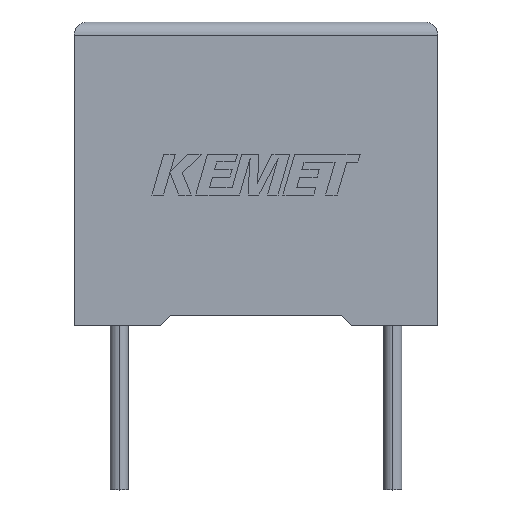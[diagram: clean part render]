
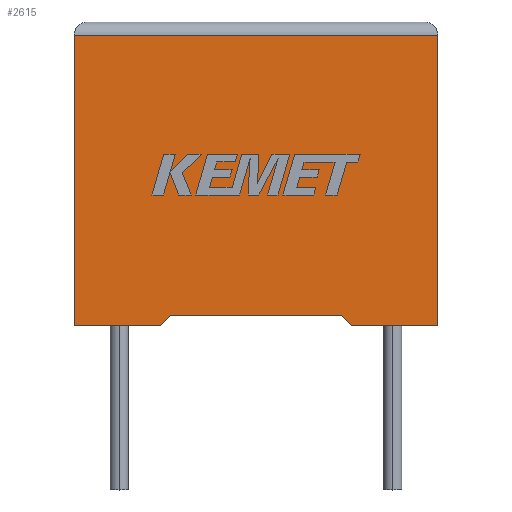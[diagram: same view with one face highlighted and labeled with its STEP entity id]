
A CAD part, top view. The second image highlights one B-rep face of the part: STEP entity #2615.
In plain terms, the highlighted planar face has unit normal (0, 0, 1).
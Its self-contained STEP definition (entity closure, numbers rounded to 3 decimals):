
#14 = EDGE_CURVE ( 'NONE', #659, #384, #2376, .T. ) ;
#34 = LINE ( 'NONE', #2111, #1266 ) ;
#83 = CARTESIAN_POINT ( 'NONE',  ( 0., 10.6, 5.2 ) ) ;
#120 = VECTOR ( 'NONE', #2882, 1000. ) ;
#123 = CARTESIAN_POINT ( 'NONE',  ( 13.3, 0., 5.2 ) ) ;
#205 = ORIENTED_EDGE ( 'NONE', *, *, #663, .T. ) ;
#221 = DIRECTION ( 'NONE',  ( 0.694, -0.72, 0. ) ) ;
#230 = VERTEX_POINT ( 'NONE', #2436 ) ;
#231 = VERTEX_POINT ( 'NONE', #1998 ) ;
#271 = ORIENTED_EDGE ( 'NONE', *, *, #2521, .T. ) ;
#275 = VERTEX_POINT ( 'NONE', #1244 ) ;
#295 = LINE ( 'NONE', #2412, #1411 ) ;
#384 = VERTEX_POINT ( 'NONE', #1767 ) ;
#401 = DIRECTION ( 'NONE',  ( 0., 1., 0. ) ) ;
#423 = EDGE_CURVE ( 'NONE', #2276, #230, #687, .T. ) ;
#431 = CARTESIAN_POINT ( 'NONE',  ( 9.781, 0.383, 5.2 ) ) ;
#446 = LINE ( 'NONE', #2819, #1567 ) ;
#583 = ORIENTED_EDGE ( 'NONE', *, *, #1002, .F. ) ;
#596 = EDGE_CURVE ( 'NONE', #652, #231, #295, .T. ) ;
#652 = VERTEX_POINT ( 'NONE', #2696 ) ;
#656 = ORIENTED_EDGE ( 'NONE', *, *, #2191, .T. ) ;
#659 = VERTEX_POINT ( 'NONE', #2449 ) ;
#663 = EDGE_CURVE ( 'NONE', #384, #275, #2177, .T. ) ;
#687 = LINE ( 'NONE', #2576, #1666 ) ;
#701 = ORIENTED_EDGE ( 'NONE', *, *, #423, .T. ) ;
#798 = DIRECTION ( 'NONE',  ( -0.694, -0.72, 0. ) ) ;
#957 = DIRECTION ( 'NONE',  ( 1., 0., 0. ) ) ;
#1002 = EDGE_CURVE ( 'NONE', #1809, #652, #2243, .T. ) ;
#1086 = ORIENTED_EDGE ( 'NONE', *, *, #14, .T. ) ;
#1194 = DIRECTION ( 'NONE',  ( 1., 0., 0. ) ) ;
#1244 = CARTESIAN_POINT ( 'NONE',  ( 0., 0., 5.2 ) ) ;
#1266 = VECTOR ( 'NONE', #957, 1000. ) ;
#1272 = CARTESIAN_POINT ( 'NONE',  ( 0., 0., 5.2 ) ) ;
#1300 = CARTESIAN_POINT ( 'NONE',  ( 0., 0., 5.2 ) ) ;
#1348 = PLANE ( 'NONE',  #2062 ) ;
#1410 = ORIENTED_EDGE ( 'NONE', *, *, #596, .F. ) ;
#1411 = VECTOR ( 'NONE', #798, 1000. ) ;
#1417 = VECTOR ( 'NONE', #2222, 1000. ) ;
#1559 = VECTOR ( 'NONE', #2903, 1000. ) ;
#1567 = VECTOR ( 'NONE', #221, 1000. ) ;
#1666 = VECTOR ( 'NONE', #1194, 1000. ) ;
#1693 = ORIENTED_EDGE ( 'NONE', *, *, #2337, .T. ) ;
#1761 = CARTESIAN_POINT ( 'NONE',  ( 6.65, 0.383, 5.2 ) ) ;
#1767 = CARTESIAN_POINT ( 'NONE',  ( 0., 10.6, 5.2 ) ) ;
#1809 = VERTEX_POINT ( 'NONE', #431 ) ;
#1915 = CARTESIAN_POINT ( 'NONE',  ( 10.15, 0., 5.2 ) ) ;
#1998 = CARTESIAN_POINT ( 'NONE',  ( 3.15, 0., 5.2 ) ) ;
#2014 = VECTOR ( 'NONE', #401, 1000. ) ;
#2062 = AXIS2_PLACEMENT_3D ( 'NONE', #1300, #2981, #2995 ) ;
#2111 = CARTESIAN_POINT ( 'NONE',  ( 0., 0., 5.2 ) ) ;
#2177 = LINE ( 'NONE', #1272, #120 ) ;
#2191 = EDGE_CURVE ( 'NONE', #1809, #2276, #446, .T. ) ;
#2222 = DIRECTION ( 'NONE',  ( -1., 0., 0. ) ) ;
#2243 = LINE ( 'NONE', #1761, #1417 ) ;
#2276 = VERTEX_POINT ( 'NONE', #1915 ) ;
#2337 = EDGE_CURVE ( 'NONE', #230, #659, #2743, .T. ) ;
#2376 = LINE ( 'NONE', #83, #1559 ) ;
#2412 = CARTESIAN_POINT ( 'NONE',  ( 3.15, 0., 5.2 ) ) ;
#2436 = CARTESIAN_POINT ( 'NONE',  ( 13.3, 0., 5.2 ) ) ;
#2449 = CARTESIAN_POINT ( 'NONE',  ( 13.3, 10.6, 5.2 ) ) ;
#2521 = EDGE_CURVE ( 'NONE', #275, #231, #34, .T. ) ;
#2576 = CARTESIAN_POINT ( 'NONE',  ( 0., 0., 5.2 ) ) ;
#2615 = ADVANCED_FACE ( 'NONE', ( #2735 ), #1348, .F. ) ;
#2696 = CARTESIAN_POINT ( 'NONE',  ( 3.519, 0.383, 5.2 ) ) ;
#2735 = FACE_OUTER_BOUND ( 'NONE', #3042, .T. ) ;
#2743 = LINE ( 'NONE', #123, #2014 ) ;
#2819 = CARTESIAN_POINT ( 'NONE',  ( 10.15, 0., 5.2 ) ) ;
#2882 = DIRECTION ( 'NONE',  ( 0., -1., 0. ) ) ;
#2903 = DIRECTION ( 'NONE',  ( -1., 0., 0. ) ) ;
#2981 = DIRECTION ( 'NONE',  ( 0., 0., -1. ) ) ;
#2995 = DIRECTION ( 'NONE',  ( -1., 0., 0. ) ) ;
#3042 = EDGE_LOOP ( 'NONE', ( #1693, #1086, #205, #271, #1410, #583, #656, #701 ) ) ;
